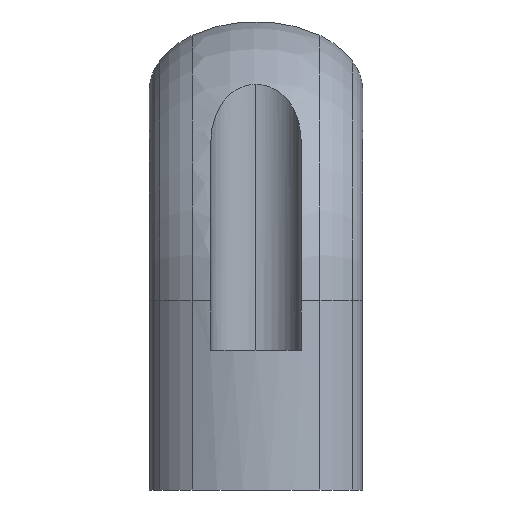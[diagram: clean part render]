
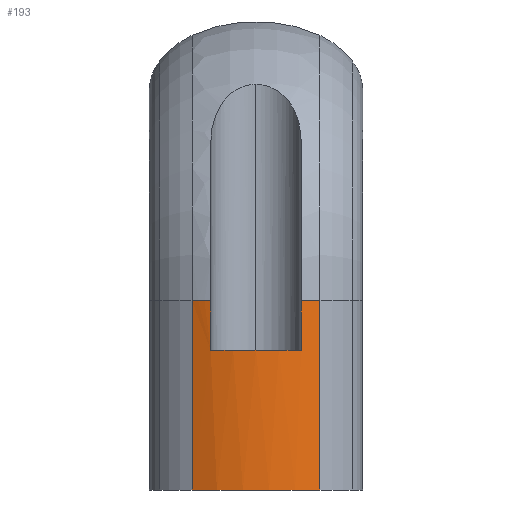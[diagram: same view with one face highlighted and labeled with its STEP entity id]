
A CAD part, left-side view. The second image highlights one B-rep face of the part: STEP entity #193.
In plain terms, the highlighted cylindrical face has radius 18.75 mm (diameter 37.5 mm), a partial arc.
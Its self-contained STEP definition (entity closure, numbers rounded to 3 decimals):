
#193=ADVANCED_FACE('',(#388),#389,.T.);
#388=FACE_OUTER_BOUND('',#580,.T.);
#389=CYLINDRICAL_SURFACE('',#581,18.75);
#580=EDGE_LOOP('',(#1066,#1067,#1068,#1069,#1070,#1071,#1072,#1073));
#581=AXIS2_PLACEMENT_3D('',#1074,#1075,#1076);
#1066=ORIENTED_EDGE('',*,*,#1185,.T.);
#1067=ORIENTED_EDGE('',*,*,#1301,.T.);
#1068=ORIENTED_EDGE('',*,*,#1313,.F.);
#1069=ORIENTED_EDGE('',*,*,#1314,.T.);
#1070=ORIENTED_EDGE('',*,*,#1310,.T.);
#1071=ORIENTED_EDGE('',*,*,#1300,.T.);
#1072=ORIENTED_EDGE('',*,*,#1178,.T.);
#1073=ORIENTED_EDGE('',*,*,#1181,.T.);
#1074=CARTESIAN_POINT('',(11.75,0.,0.0));
#1075=DIRECTION('',(0.0,0.0,1.0));
#1076=DIRECTION('',(-0.91,0.415,0.0));
#1178=EDGE_CURVE('',#1413,#1417,#1419,.T.);
#1181=EDGE_CURVE('',#1417,#1421,#1423,.T.);
#1185=EDGE_CURVE('',#1421,#1426,#1428,.T.);
#1300=EDGE_CURVE('',#1575,#1413,#1579,.T.);
#1301=EDGE_CURVE('',#1426,#1553,#1580,.T.);
#1310=EDGE_CURVE('',#1592,#1575,#1593,.T.);
#1313=EDGE_CURVE('',#1596,#1553,#1597,.T.);
#1314=EDGE_CURVE('',#1596,#1592,#1598,.T.);
#1413=VERTEX_POINT('',#1754);
#1417=VERTEX_POINT('',#1759);
#1419=LINE('',#1762,#1763);
#1421=VERTEX_POINT('',#1765);
#1423=CIRCLE('',#1768,18.75);
#1426=VERTEX_POINT('',#1771);
#1428=LINE('',#1773,#1774);
#1553=VERTEX_POINT('',#1928);
#1575=VERTEX_POINT('',#1950);
#1579=CIRCLE('',#1954,18.75);
#1580=CIRCLE('',#1955,18.75);
#1592=VERTEX_POINT('',#1970);
#1593=LINE('',#1971,#1972);
#1596=VERTEX_POINT('',#1975);
#1597=LINE('',#1976,#1977);
#1598=CIRCLE('',#1978,18.75);
#1754=CARTESIAN_POINT('',(-6.175,-5.5,23.0));
#1759=CARTESIAN_POINT('',(-6.175,-5.5,17.0));
#1762=CARTESIAN_POINT('',(-6.175,-5.5,20.0));
#1763=VECTOR('',#2081,1.0);
#1765=CARTESIAN_POINT('',(-6.175,5.5,17.0));
#1768=AXIS2_PLACEMENT_3D('',#2083,#2084,#2085);
#1771=CARTESIAN_POINT('',(-6.175,5.5,23.0));
#1773=CARTESIAN_POINT('',(-6.175,5.5,20.0));
#1774=VECTOR('',#2092,1.0);
#1928=CARTESIAN_POINT('',(-5.309,7.782,23.0));
#1950=CARTESIAN_POINT('',(-5.309,-7.782,23.0));
#1954=AXIS2_PLACEMENT_3D('',#2286,#2287,#2288);
#1955=AXIS2_PLACEMENT_3D('',#2289,#2290,#2291);
#1970=CARTESIAN_POINT('',(-5.309,-7.782,0.0));
#1971=CARTESIAN_POINT('',(-5.309,-7.782,0.0));
#1972=VECTOR('',#2301,1.0);
#1975=CARTESIAN_POINT('',(-5.309,7.782,0.0));
#1976=CARTESIAN_POINT('',(-5.309,7.782,0.0));
#1977=VECTOR('',#2305,1.0);
#1978=AXIS2_PLACEMENT_3D('',#2306,#2307,#2308);
#2081=DIRECTION('',(-0.0,-0.0,-1.0));
#2083=CARTESIAN_POINT('',(11.75,0.,17.0));
#2084=DIRECTION('',(-0.0,0.0,-1.0));
#2085=DIRECTION('',(-0.91,0.415,0.0));
#2092=DIRECTION('',(0.0,0.0,1.0));
#2286=CARTESIAN_POINT('',(11.75,0.,23.0));
#2287=DIRECTION('',(-0.0,0.0,-1.0));
#2288=DIRECTION('',(-0.91,0.415,0.0));
#2289=CARTESIAN_POINT('',(11.75,0.,23.0));
#2290=DIRECTION('',(-0.0,0.0,-1.0));
#2291=DIRECTION('',(-0.91,0.415,0.0));
#2301=DIRECTION('',(0.0,0.0,1.0));
#2305=DIRECTION('',(0.0,0.0,1.0));
#2306=CARTESIAN_POINT('',(11.75,0.,0.0));
#2307=DIRECTION('',(0.0,0.0,1.0));
#2308=DIRECTION('',(-0.91,0.415,0.0));
